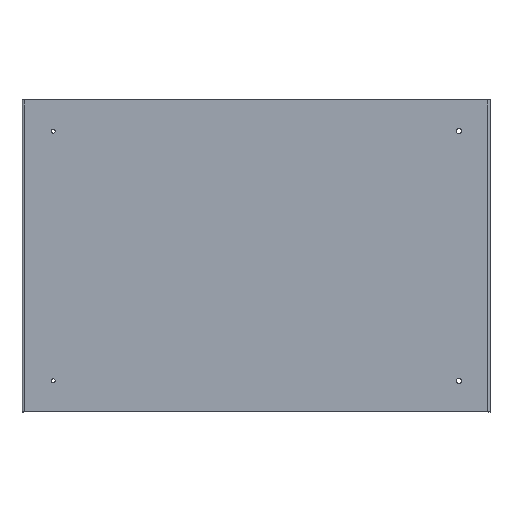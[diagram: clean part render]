
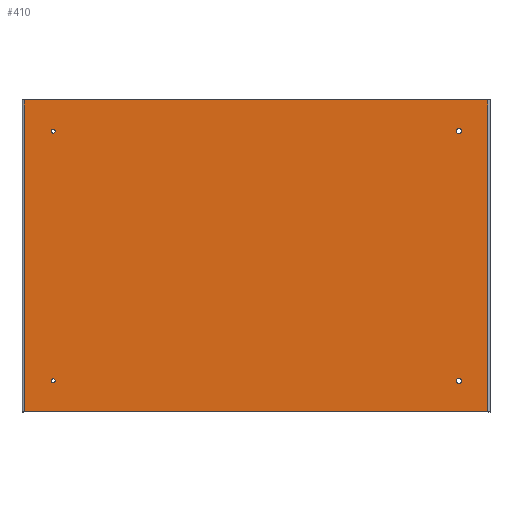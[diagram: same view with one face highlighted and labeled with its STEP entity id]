
A CAD part, top view. The second image highlights one B-rep face of the part: STEP entity #410.
In plain terms, the highlighted planar face has unit normal (0, 0, 1).
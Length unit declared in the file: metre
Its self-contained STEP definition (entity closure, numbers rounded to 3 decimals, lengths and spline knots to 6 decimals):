
#21=CIRCLE('',#446,0.0025);
#23=CIRCLE('',#449,0.0025);
#25=CIRCLE('',#452,0.001934);
#27=CIRCLE('',#455,0.001934);
#88=ORIENTED_EDGE('',*,*,#169,.T.);
#89=ORIENTED_EDGE('',*,*,#171,.F.);
#90=ORIENTED_EDGE('',*,*,#173,.T.);
#91=ORIENTED_EDGE('',*,*,#165,.T.);
#92=ORIENTED_EDGE('',*,*,#178,.F.);
#93=ORIENTED_EDGE('',*,*,#161,.F.);
#94=ORIENTED_EDGE('',*,*,#179,.T.);
#95=ORIENTED_EDGE('',*,*,#175,.F.);
#161=EDGE_CURVE('',#208,#210,#245,.T.);
#165=EDGE_CURVE('',#214,#212,#249,.T.);
#169=EDGE_CURVE('',#217,#217,#21,.T.);
#171=EDGE_CURVE('',#219,#219,#23,.F.);
#173=EDGE_CURVE('',#221,#221,#25,.T.);
#175=EDGE_CURVE('',#223,#223,#27,.F.);
#178=EDGE_CURVE('',#210,#212,#254,.T.);
#179=EDGE_CURVE('',#208,#214,#255,.F.);
#208=VERTEX_POINT('',#629);
#210=VERTEX_POINT('',#632);
#212=VERTEX_POINT('',#638);
#214=VERTEX_POINT('',#641);
#217=VERTEX_POINT('',#649);
#219=VERTEX_POINT('',#654);
#221=VERTEX_POINT('',#659);
#223=VERTEX_POINT('',#664);
#245=LINE('',#631,#281);
#249=LINE('',#640,#285);
#254=LINE('',#669,#290);
#255=LINE('',#670,#291);
#281=VECTOR('',#506,1.);
#285=VECTOR('',#512,1.);
#290=VECTOR('',#545,1.);
#291=VECTOR('',#546,1.);
#324=EDGE_LOOP('',(#88));
#325=EDGE_LOOP('',(#89));
#326=EDGE_LOOP('',(#90));
#327=EDGE_LOOP('',(#91,#92,#93,#94));
#328=EDGE_LOOP('',(#95));
#362=FACE_BOUND('',#324,.T.);
#363=FACE_BOUND('',#325,.T.);
#364=FACE_BOUND('',#326,.T.);
#365=FACE_BOUND('',#327,.T.);
#366=FACE_BOUND('',#328,.T.);
#388=PLANE('',#457);
#410=ADVANCED_FACE('',(#362,#363,#364,#365,#366),#388,.F.);
#446=AXIS2_PLACEMENT_3D('',#648,#519,#520);
#449=AXIS2_PLACEMENT_3D('',#653,#525,#526);
#452=AXIS2_PLACEMENT_3D('',#658,#531,#532);
#455=AXIS2_PLACEMENT_3D('',#663,#537,#538);
#457=AXIS2_PLACEMENT_3D('',#668,#543,#544);
#506=DIRECTION('',(1.,0.,0.));
#512=DIRECTION('',(1.,0.,0.));
#519=DIRECTION('',(0.,0.,-1.));
#520=DIRECTION('',(-1.,0.,0.));
#525=DIRECTION('',(0.,0.,-1.));
#526=DIRECTION('',(-1.,0.,0.));
#531=DIRECTION('',(0.,0.,-1.));
#532=DIRECTION('',(-1.,0.,0.));
#537=DIRECTION('',(0.,0.,-1.));
#538=DIRECTION('',(-1.,0.,0.));
#543=DIRECTION('',(0.,0.,-1.));
#544=DIRECTION('',(-1.,0.,0.));
#545=DIRECTION('',(0.,-1.,0.));
#546=DIRECTION('',(0.,1.,0.));
#629=CARTESIAN_POINT('',(0.002,0.,0.015));
#631=CARTESIAN_POINT('',(0.225,0.,0.015));
#632=CARTESIAN_POINT('',(0.448,0.,0.015));
#638=CARTESIAN_POINT('',(0.448,-0.3,0.015));
#640=CARTESIAN_POINT('',(0.225,-0.3,0.015));
#641=CARTESIAN_POINT('',(0.002,-0.3,0.015));
#648=CARTESIAN_POINT('',(0.42,-0.03,0.015));
#649=CARTESIAN_POINT('',(0.4175,-0.03,0.015));
#653=CARTESIAN_POINT('',(0.42,-0.27,0.015));
#654=CARTESIAN_POINT('',(0.4175,-0.27,0.015));
#658=CARTESIAN_POINT('',(0.03,-0.03,0.015));
#659=CARTESIAN_POINT('',(0.028066,-0.03,0.015));
#663=CARTESIAN_POINT('',(0.03,-0.27,0.015));
#664=CARTESIAN_POINT('',(0.028066,-0.27,0.015));
#668=CARTESIAN_POINT('',(0.225,0.,0.015));
#669=CARTESIAN_POINT('',(0.448,0.,0.015));
#670=CARTESIAN_POINT('',(0.002,0.,0.015));
